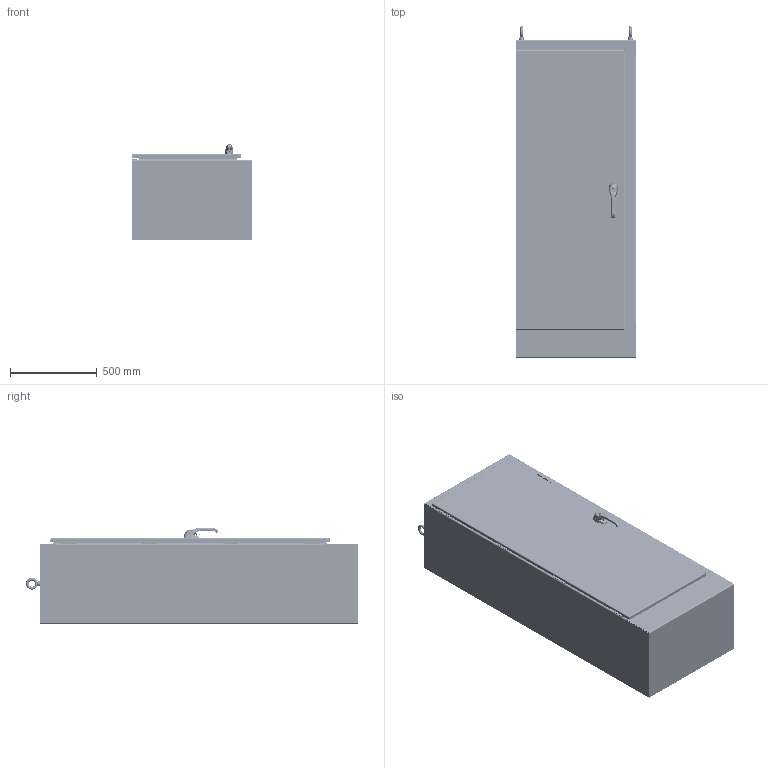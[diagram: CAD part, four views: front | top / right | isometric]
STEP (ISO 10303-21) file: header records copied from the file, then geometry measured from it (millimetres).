
FILE_DESCRIPTION(/* description */ ('WRD, N4/IP66, FS, SD, DISC., C.R.S., 72x27.5x18'),/* implementation_level */ '2;1');
FILE_NAME(/* name */ 'WRD72XM2718FS4.stp',/* time_stamp */ '2021-03-23T07:27:25-05:00',/* author */ ('kadelman'),/* organization */ (''),/* preprocessor_version */ 'ST-DEVELOPER v18.1',/* originating_system */ 'Autodesk Inventor 2020',/* authorisation */ '');
FILE_SCHEMA (('AUTOMOTIVE_DESIGN { 1 0 10303 214 3 1 1 }'));
Products named in the file (88): WRD72XM2718FS4; WRD72XM2718FS4BLR; WRDXM2718FS4TOP; WRDXM2718FS4BTM; FUN00129; 30624; 316298; HFW3025; 349132; HFW3878; 34917; 34917SP; Compress Spring; Compress Spring1; 37216; 3881; HFW500002_B; HFW309103; HFW309100; HFW309100S; HFW388167; HFW309101; HFW309101S; 38874; HFW309102; 34929; HFW332011; 34920; 3905; 30322; 3889; WRD72XM27FS4FIP; WA60XM21.75PNL; 349104; WRD72XM27FS4DR; HFW32435_asm; 1091-73; 1091-B9_ASM; 1091-74; 1091-74-01 ...
Assembly tree (135 placements, depth 5):
  WRD72XM2718FS4
    WRD72XM2718FS4BLR
    WRDXM2718FS4TOP
    WRDXM2718FS4BTM
    FUN00129
    30624  x2
    316298  x2
    HFW3025  x2
    349132  x2
    HFW3878  x2
    34917  x3
      34917SP
      Compress Spring
        Compress Spring1
    37216  x3
    3881  x2
    HFW500002_B
      HFW309103
      HFW309100
        HFW309100S
        38874  x2
        HFW388167
      HFW309101
        HFW309101S
        38874
      HFW309102
      3905  x2
      34929  x3
      HFW332011
    34920  x2
    3905  x2
    38846  x4
    30322
    3889  x6
    WRD72XM27FS4FIP
    WA60XM21.75PNL
    349104  x6
    WRD72XM27FS4DR
    HFW32435_asm
      1091-73
      1091-B9_ASM
        1091-74
        1091-74-01
      1091-75
      DIN3771_16X2_5
      2100-11
      1091-76
      D125B_10_5
      DIN985_M10
      1000-02
      1225-05
      1000-277-01  x2
      D7_2H11X20
      DIN1472_3X8_14301
      1109-22
      1091-77
      1125-94
      1121-85
    LARGE_DOOR_ROD_ASSM-37029
      HFW31712
Bounding box: 695.43 x 1911.27 x 548.59 mm (x, y, z)
Volume: 18656587.2 mm3; surface area: 13225872.3 mm2
Topology: 149 solids, 149 shells, 5289 faces, 13451 edges, 8515 vertices
Faces by surface type: plane 2180, cylinder 1672, bspline 615, torus 350, cone 334, sphere 138
Full cylindrical faces by diameter (mm): 1.5 x2, 2 x1, 2.2 x1, 2.5 x1, 3 x4, 3.1 x2, 3.15 x1, 3.175 x2, 3.5 x3, 3.9 x1, 3.962 x6, 4 x1, 4.2 x2, 4.5 x2, 4.632 x88, 4.762 x1, 4.773 x2, 4.825 x10, 4.953 x8, 4.978 x3, 5 x6, 5.08 x8, 5.16 x20, 5.2 x1, 5.4 x3, 6 x5, 6.128 x2, 6.172 x2, 6.35 x132, 6.41 x2
Entity records: 157679 total; most frequent: CARTESIAN_POINT 79480, DIRECTION 15757, ORIENTED_EDGE 15576, EDGE_CURVE 7788, AXIS2_PLACEMENT_3D 6059, VERTEX_POINT 4853, LINE 3639, VECTOR 3639
